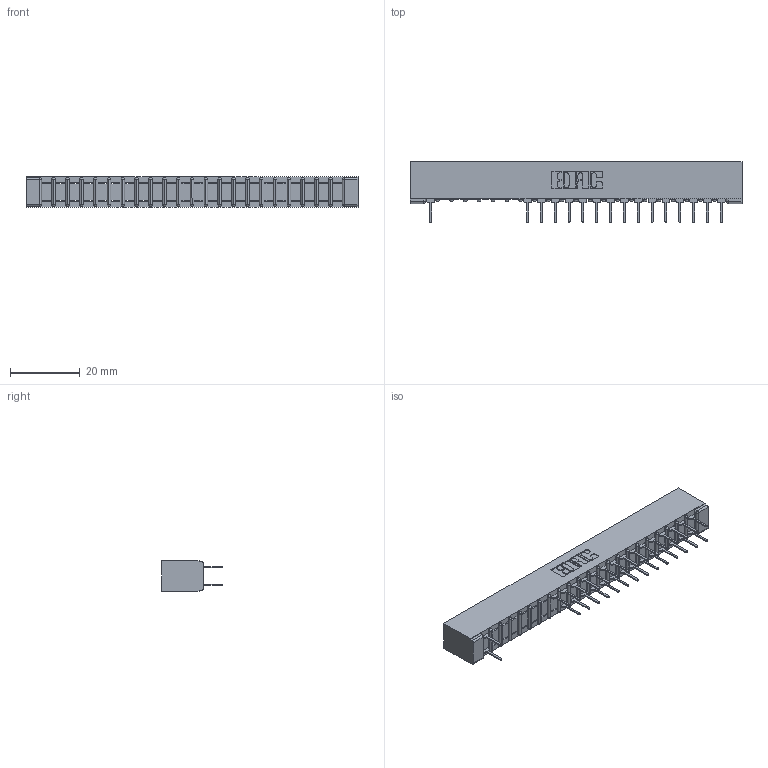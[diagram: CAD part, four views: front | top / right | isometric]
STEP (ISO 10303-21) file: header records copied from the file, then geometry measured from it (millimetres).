
FILE_DESCRIPTION (( 'STEP AP203' ), '1' );
FILE_NAME ('307-044-524-201.STEP', '2018-08-06T02:19:29', ( '' ), ( '' ), 'SwSTEP 2.0', 'SolidWorks 2016', '' );
FILE_SCHEMA (( 'CONFIG_CONTROL_DESIGN' ));
Length unit declared in the file: inch
Products named in the file (3): 307-290-001_524; 307-044-524-201; 307 Part_No Mounting Lugs
Assembly tree (32 placements, depth 2):
  307-044-524-201
    307 Part_No Mounting Lugs
    307-290-001_524  x31
Bounding box: 95.05 x 17.42 x 8.71 mm (x, y, z)
Volume: 6271.8 mm3; surface area: 10501.5 mm2
Topology: 32 solids, 32 shells, 1689 faces, 4745 edges, 3058 vertices
Faces by surface type: plane 1105, cylinder 538, sphere 46
Entity records: 21304 total; most frequent: CARTESIAN_POINT 3541, ORIENTED_EDGE 3518, DIRECTION 3463, EDGE_CURVE 1759, VECTOR 1343, LINE 1343, VERTEX_POINT 1138, AXIS2_PLACEMENT_3D 1060
